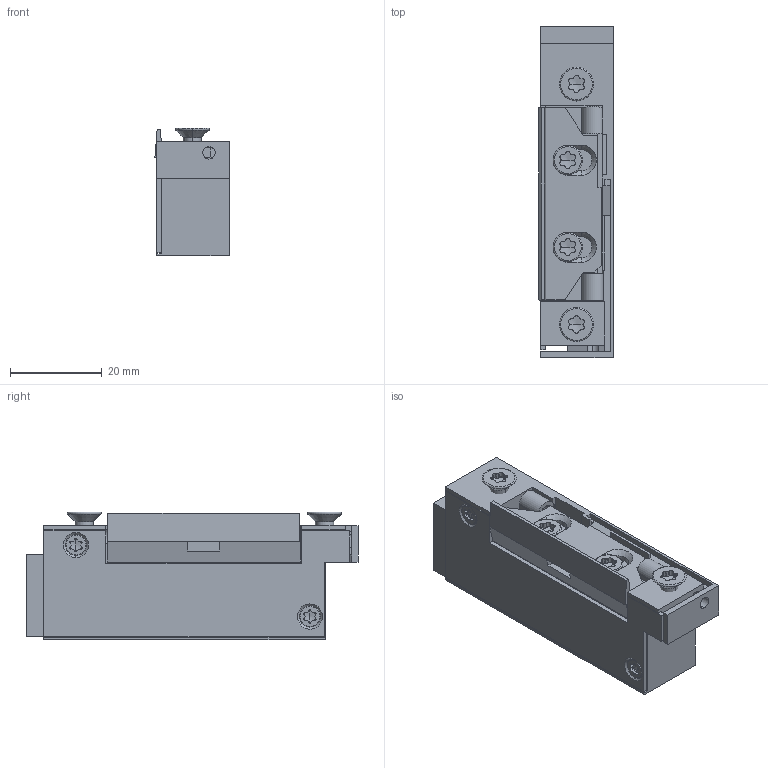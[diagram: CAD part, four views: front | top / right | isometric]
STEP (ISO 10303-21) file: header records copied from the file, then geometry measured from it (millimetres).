
FILE_DESCRIPTION (( 'STEP AP214' ), '1' );
FILE_NAME ('SEM3R-V2.STEP', '2021-07-30T12:06:30', ( '' ), ( '' ), 'SwSTEP 2.0', 'SolidWorks 2020', '' );
FILE_SCHEMA (( 'AUTOMOTIVE_DESIGN' ));
Length unit declared in the file: millimetre
Products named in the file (13): FP0282-ISO14581 M3.5 x 8; PP0047-RED TERMINAL BLOCK; MP1057-COUVERCLE; FP0058-ISO14581 M4 x 8; EP0072-VARISTOR; MP1055-SUPPORT DEMI TOUR; MP1054-DEMI TOUR; ISO 7045 - M3 x 5 - Z --- 5C_ISO 7045 - M3 x 5 - Z --- 5C; EP0068-RED TERMINAL BLOCK ASSEMBLY; FP0060-TB INSERT NUTM3_SERTI; MP1056-BOITIER; FP0057-ISO14581 M2.5 x 5; SEM3R-V2
Assembly tree (21 placements, depth 3):
  SEM3R-V2
    MP1056-BOITIER
    MP1055-SUPPORT DEMI TOUR
    MP1054-DEMI TOUR
    MP1057-COUVERCLE
    EP0068-RED TERMINAL BLOCK ASSEMBLY
      PP0047-RED TERMINAL BLOCK
      FP0060-TB INSERT NUTM3_SERTI  x4
      ISO 7045 - M3 x 5 - Z --- 5C_ISO 7045 - M3 x 5 - Z --- 5C  x4
      EP0072-VARISTOR
    FP0282-ISO14581 M3.5 x 8  x2
    FP0058-ISO14581 M4 x 8  x2
    FP0057-ISO14581 M2.5 x 5  x2
Bounding box: 16.2 x 72.5 x 27.9 mm (x, y, z)
Volume: 16177.3 mm3; surface area: 16551.6 mm2
Topology: 20 solids, 20 shells, 842 faces, 2256 edges, 1429 vertices
Faces by surface type: plane 409, cylinder 231, cone 138, torus 56, sphere 8
Entity records: 15344 total; most frequent: CARTESIAN_POINT 3096, ORIENTED_EDGE 2468, DIRECTION 2364, EDGE_CURVE 1234, AXIS2_PLACEMENT_3D 802, VERTEX_POINT 798, VECTOR 760, LINE 760
